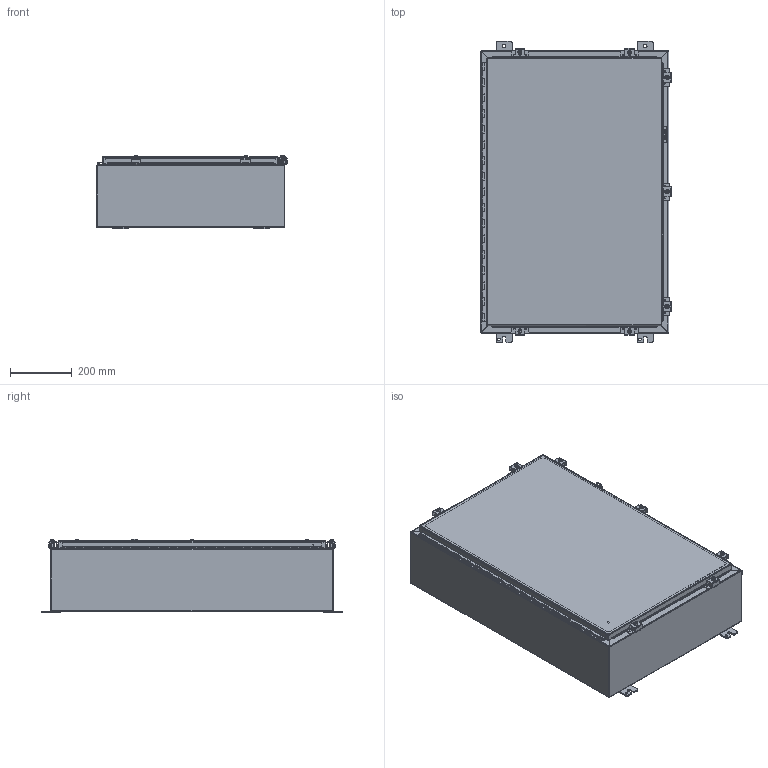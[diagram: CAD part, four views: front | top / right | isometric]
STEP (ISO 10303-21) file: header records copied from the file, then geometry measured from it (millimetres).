
FILE_DESCRIPTION (( 'STEP AP214' ), '1' );
FILE_NAME ('N4362408.STEP', '2016-02-04T13:51:39', ( '' ), ( '' ), 'SwSTEP 2.0', 'SolidWorks 2014', '' );
FILE_SCHEMA (( 'AUTOMOTIVE_DESIGN' ));
Length unit declared in the file: inch
Products named in the file (19): N4362408; 30817_1; 30824_1; HFW30825-4_1; HFW30825-3_1; HFW30825-2_1; 30824-1_1; 388116_1; 328107_1; 328107P-1_1; 328107L_1; 328107T_1; N43624LID_1; 38846_1; 34x22_1; 32911_1; N4362408BKP_1; 38420_1; 34840_1
Assembly tree (38 placements, depth 3):
  N4362408
    34840_1  x4
    38420_1
    N4362408BKP_1
    32911_1
    34x22_1
    38846_1
    N43624LID_1
    328107_1
      328107T_1
      328107L_1
      328107P-1_1
    388116_1  x6
    30824_1  x7
      30824-1_1
      HFW30825-2_1
      HFW30825-3_1
      HFW30825-4_1
    30817_1  x7
Bounding box: 617.49 x 977.9 x 239.02 mm (x, y, z)
Volume: 3963892.8 mm3; surface area: 4094905.9 mm2
Topology: 54 solids, 54 shells, 2404 faces, 6206 edges, 4002 vertices
Faces by surface type: cylinder 1087, plane 930, bspline 201, torus 100, cone 44, sphere 42
Entity records: 53012 total; most frequent: CARTESIAN_POINT 12424, DIRECTION 6240, ORIENTED_EDGE 6024, EDGE_CURVE 3012, AXIS2_PLACEMENT_3D 2252, VERTEX_POINT 1940, LINE 1736, VECTOR 1736
